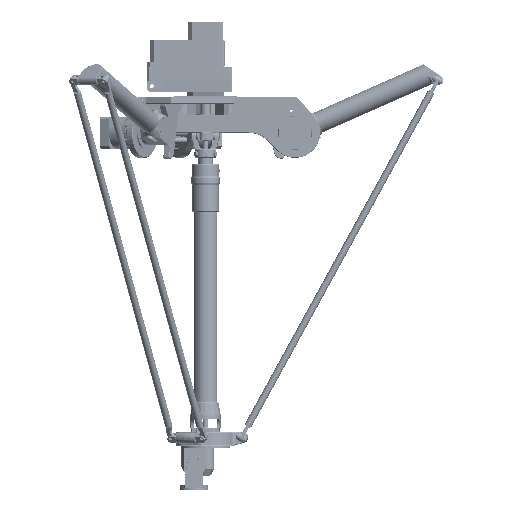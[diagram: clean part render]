
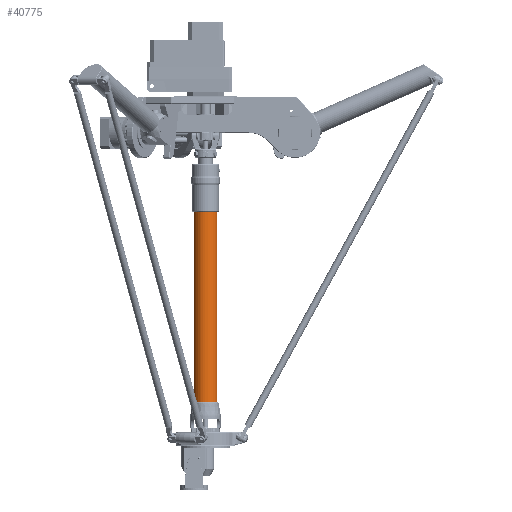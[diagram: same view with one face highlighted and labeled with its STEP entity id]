
A CAD part, front view. The second image highlights one B-rep face of the part: STEP entity #40775.
In plain terms, the highlighted cylindrical face has radius 33.5 mm (diameter 67 mm), a full revolution.
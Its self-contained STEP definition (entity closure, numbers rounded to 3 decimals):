
#1264=FACE_BOUND('',#10002,.T.);
#3823=CIRCLE('',#44637,33.5);
#3860=CIRCLE('',#44736,33.5);
#4974=CYLINDRICAL_SURFACE('',#44748,33.5);
#6906=FACE_OUTER_BOUND('',#10001,.T.);
#10001=EDGE_LOOP('',(#34306));
#10002=EDGE_LOOP('',(#34307));
#20011=VERTEX_POINT('',#73510);
#20098=VERTEX_POINT('',#73936);
#24857=EDGE_CURVE('',#20011,#20011,#3823,.T.);
#24986=EDGE_CURVE('',#20098,#20098,#3860,.T.);
#34306=ORIENTED_EDGE('',*,*,#24857,.F.);
#34307=ORIENTED_EDGE('',*,*,#24986,.T.);
#40775=ADVANCED_FACE('',(#6906,#1264),#4974,.T.);
#44637=AXIS2_PLACEMENT_3D('',#73511,#54162,#54163);
#44736=AXIS2_PLACEMENT_3D('',#73937,#54432,#54433);
#44748=AXIS2_PLACEMENT_3D('',#73953,#54456,#54457);
#54162=DIRECTION('center_axis',(0.,-1.,0.));
#54163=DIRECTION('ref_axis',(1.,0.,0.));
#54432=DIRECTION('center_axis',(0.,-1.,0.));
#54433=DIRECTION('ref_axis',(1.,0.,0.));
#54456=DIRECTION('center_axis',(0.,-1.,0.));
#54457=DIRECTION('ref_axis',(1.,0.,0.));
#73510=CARTESIAN_POINT('',(33.5,0.,0.));
#73511=CARTESIAN_POINT('Origin',(0.,0.,0.));
#73936=CARTESIAN_POINT('',(33.5,532.07,0.));
#73937=CARTESIAN_POINT('Origin',(0.,532.07,0.));
#73953=CARTESIAN_POINT('Origin',(0.,266.035,0.));
